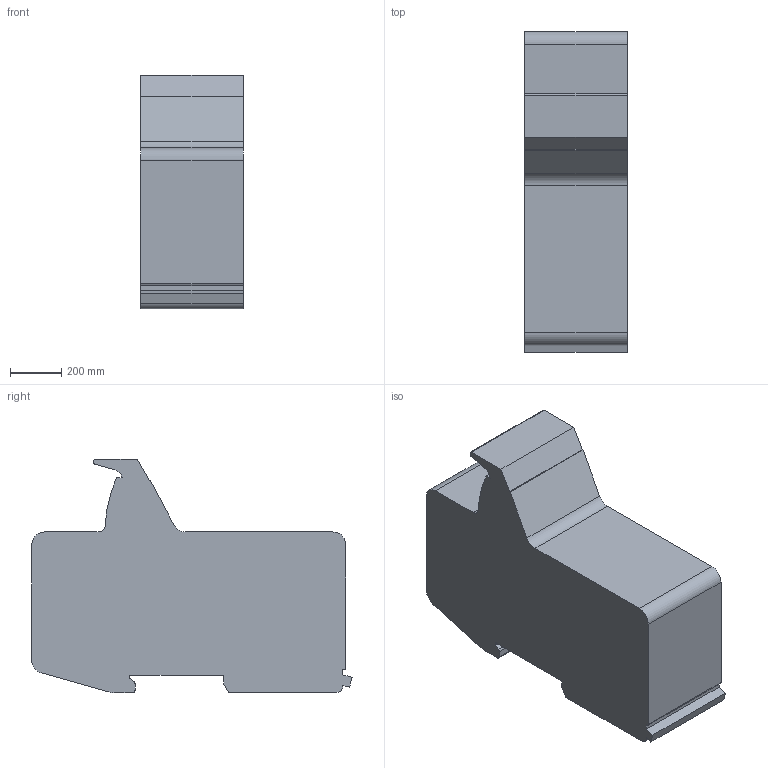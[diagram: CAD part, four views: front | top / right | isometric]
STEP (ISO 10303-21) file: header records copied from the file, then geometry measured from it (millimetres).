
FILE_DESCRIPTION((' '),'2;1');
FILE_NAME('FH8-1PJ60.stp','2012-09-05T09:10:06',(' '),(' '),' ','ACIS',' ');
FILE_SCHEMA(('CONFIG_CONTROL_DESIGN'));
Length unit declared in the file: millimetre
Products named in the file (1): FH8-1PJ60.stp
Bounding box: 400 x 1245 x 907.5 mm (x, y, z)
Volume: 311218589.4 mm3; surface area: 3286085.9 mm2
Topology: 1 solids, 1 shells, 47 faces, 135 edges, 90 vertices
Faces by surface type: plane 28, cylinder 19
Entity records: 1654 total; most frequent: CARTESIAN_POINT 273, ORIENTED_EDGE 270, DIRECTION 269, EDGE_CURVE 135, VECTOR 97, LINE 97, VERTEX_POINT 90, AXIS2_PLACEMENT_3D 86
